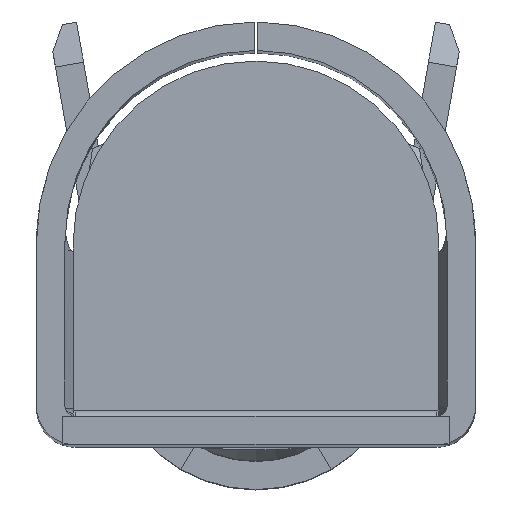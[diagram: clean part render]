
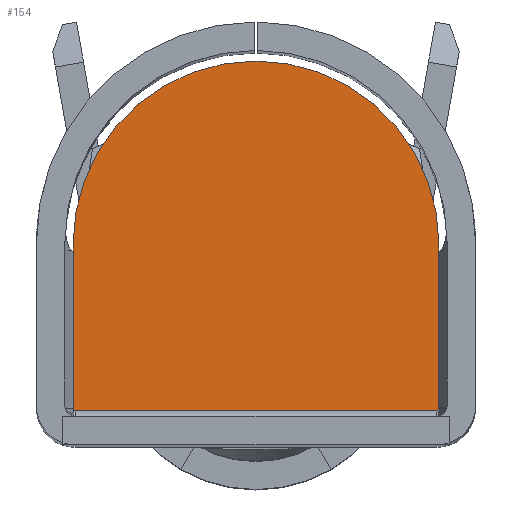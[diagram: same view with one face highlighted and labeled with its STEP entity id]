
A CAD part, top view. The second image highlights one B-rep face of the part: STEP entity #154.
In plain terms, the highlighted planar face has unit normal (0, 0, 1).
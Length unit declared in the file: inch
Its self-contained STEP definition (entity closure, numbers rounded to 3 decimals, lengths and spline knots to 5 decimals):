
#147 = VECTOR ( 'NONE', #2955, 39.37008 ) ;
#154 = ADVANCED_FACE ( 'NONE', ( #5494 ), #3899, .T. ) ;
#320 = DIRECTION ( 'NONE',  ( 0., 0., 1. ) ) ;
#322 = CARTESIAN_POINT ( 'NONE',  ( -0.089, -0.081, 0.039 ) ) ;
#440 = CIRCLE ( 'NONE', #708, 0.09 ) ;
#543 = VERTEX_POINT ( 'NONE', #3131 ) ;
#574 = EDGE_CURVE ( 'NONE', #543, #3821, #1135, .T. ) ;
#619 = CARTESIAN_POINT ( 'NONE',  ( -0.09, 0., 0.039 ) ) ;
#708 = AXIS2_PLACEMENT_3D ( 'NONE', #5015, #2136, #5509 ) ;
#819 = DIRECTION ( 'NONE',  ( 1., 0., 0. ) ) ;
#1135 = CIRCLE ( 'NONE', #6228, 0.001 ) ;
#1172 = EDGE_CURVE ( 'NONE', #1892, #3512, #440, .T. ) ;
#1247 = DIRECTION ( 'NONE',  ( 1., 0., 0. ) ) ;
#1423 = CARTESIAN_POINT ( 'NONE',  ( 0.09, 0., 0.039 ) ) ;
#1645 = CARTESIAN_POINT ( 'NONE',  ( 0., -0.082, 0.039 ) ) ;
#1669 = VERTEX_POINT ( 'NONE', #2604 ) ;
#1854 = EDGE_CURVE ( 'NONE', #3821, #1892, #2492, .T. ) ;
#1892 = VERTEX_POINT ( 'NONE', #1423 ) ;
#2000 = DIRECTION ( 'NONE',  ( 1., 0., 0. ) ) ;
#2074 = VECTOR ( 'NONE', #1247, 39.37008 ) ;
#2136 = DIRECTION ( 'NONE',  ( 0., 0., 1. ) ) ;
#2457 = CARTESIAN_POINT ( 'NONE',  ( -0.09, -0.081, 0.039 ) ) ;
#2492 = LINE ( 'NONE', #3211, #6057 ) ;
#2604 = CARTESIAN_POINT ( 'NONE',  ( -0.089, -0.082, 0.039 ) ) ;
#2955 = DIRECTION ( 'NONE',  ( 0., -1., 0. ) ) ;
#3131 = CARTESIAN_POINT ( 'NONE',  ( 0.089, -0.082, 0.039 ) ) ;
#3161 = CARTESIAN_POINT ( 'NONE',  ( 0.089, -0.081, 0.039 ) ) ;
#3201 = CIRCLE ( 'NONE', #4114, 0.001 ) ;
#3211 = CARTESIAN_POINT ( 'NONE',  ( 0.09, 0., 0.039 ) ) ;
#3433 = ORIENTED_EDGE ( 'NONE', *, *, #5697, .T. ) ;
#3512 = VERTEX_POINT ( 'NONE', #619 ) ;
#3645 = DIRECTION ( 'NONE',  ( 1., 0., 0. ) ) ;
#3648 = DIRECTION ( 'NONE',  ( 0., 0., 1. ) ) ;
#3821 = VERTEX_POINT ( 'NONE', #4171 ) ;
#3899 = PLANE ( 'NONE',  #4039 ) ;
#4039 = AXIS2_PLACEMENT_3D ( 'NONE', #4372, #4880, #2000 ) ;
#4114 = AXIS2_PLACEMENT_3D ( 'NONE', #322, #3648, #819 ) ;
#4171 = CARTESIAN_POINT ( 'NONE',  ( 0.09, -0.081, 0.039 ) ) ;
#4208 = ORIENTED_EDGE ( 'NONE', *, *, #574, .T. ) ;
#4325 = VERTEX_POINT ( 'NONE', #2457 ) ;
#4372 = CARTESIAN_POINT ( 'NONE',  ( 0., 0., 0.039 ) ) ;
#4421 = ORIENTED_EDGE ( 'NONE', *, *, #6161, .T. ) ;
#4507 = ORIENTED_EDGE ( 'NONE', *, *, #1854, .T. ) ;
#4637 = DIRECTION ( 'NONE',  ( 0., 1., 0. ) ) ;
#4763 = EDGE_LOOP ( 'NONE', ( #4421, #3433, #6073, #4208, #4507, #4902 ) ) ;
#4880 = DIRECTION ( 'NONE',  ( 0., 0., 1. ) ) ;
#4902 = ORIENTED_EDGE ( 'NONE', *, *, #1172, .T. ) ;
#5015 = CARTESIAN_POINT ( 'NONE',  ( 0., 0., 0.039 ) ) ;
#5494 = FACE_OUTER_BOUND ( 'NONE', #4763, .T. ) ;
#5509 = DIRECTION ( 'NONE',  ( 1., 0., 0. ) ) ;
#5654 = EDGE_CURVE ( 'NONE', #1669, #543, #5921, .T. ) ;
#5697 = EDGE_CURVE ( 'NONE', #4325, #1669, #3201, .T. ) ;
#5848 = CARTESIAN_POINT ( 'NONE',  ( -0.09, -0.0859, 0.039 ) ) ;
#5921 = LINE ( 'NONE', #1645, #2074 ) ;
#6057 = VECTOR ( 'NONE', #4637, 39.37008 ) ;
#6073 = ORIENTED_EDGE ( 'NONE', *, *, #5654, .T. ) ;
#6079 = LINE ( 'NONE', #5848, #147 ) ;
#6161 = EDGE_CURVE ( 'NONE', #3512, #4325, #6079, .T. ) ;
#6228 = AXIS2_PLACEMENT_3D ( 'NONE', #3161, #320, #3645 ) ;
